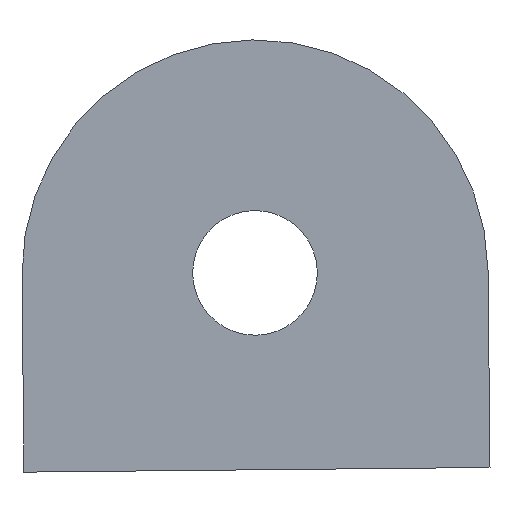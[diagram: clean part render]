
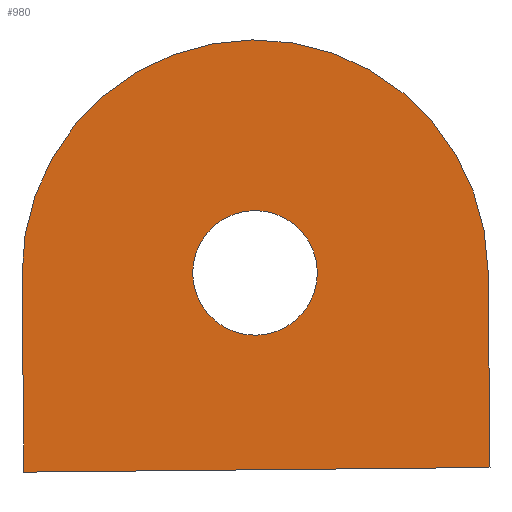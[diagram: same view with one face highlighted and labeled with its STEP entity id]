
A CAD part, front view. The second image highlights one B-rep face of the part: STEP entity #980.
In plain terms, the highlighted face is planar.
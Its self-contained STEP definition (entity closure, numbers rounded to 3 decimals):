
#100=CARTESIAN_POINT('',(-10.,-71.,904.85));
#110=VERTEX_POINT('',#100);
#280=CARTESIAN_POINT('',(-10.,71.,904.85));
#290=VERTEX_POINT('',#280);
#320=CARTESIAN_POINT('',(-10.,-71.,904.85));
#330=DIRECTION('',(0.,1.,0.));
#340=VECTOR('',#330,1.);
#350=LINE('',#320,#340);
#360=EDGE_CURVE('',#110,#290,#350,.T.);
#480=CARTESIAN_POINT('',(-10.,0.,964.85));
#490=DIRECTION('',(-1.,0.,0.));
#500=DIRECTION('',(0.,-1.,0.));
#510=AXIS2_PLACEMENT_3D('',#480,#490,#500);
#520=PLANE('',#510);
#530=CARTESIAN_POINT('',(-10.,71.,904.85));
#540=DIRECTION('',(0.,0.,1.));
#550=VECTOR('',#540,1.);
#560=LINE('',#530,#550);
#570=CARTESIAN_POINT('',(-10.,71.,964.85));
#580=VERTEX_POINT('',#570);
#590=EDGE_CURVE('',#290,#580,#560,.T.);
#600=ORIENTED_EDGE('',*,*,#590,.F.);
#610=CARTESIAN_POINT('',(-10.,0.,964.85));
#620=DIRECTION('',(-1.,-0.,0.));
#630=DIRECTION('',(0.,-1.,0.));
#640=AXIS2_PLACEMENT_3D('',#610,#620,#630);
#650=CIRCLE('',#640,71.);
#660=CARTESIAN_POINT('',(-10.,-71.,964.85));
#670=VERTEX_POINT('',#660);
#680=EDGE_CURVE('',#670,#580,#650,.T.);
#690=ORIENTED_EDGE('',*,*,#680,.T.);
#700=CARTESIAN_POINT('',(-10.,-71.,964.85));
#710=DIRECTION('',(0.,0.,-1.));
#720=VECTOR('',#710,1.);
#730=LINE('',#700,#720);
#740=EDGE_CURVE('',#670,#110,#730,.T.);
#750=ORIENTED_EDGE('',*,*,#740,.F.);
#760=ORIENTED_EDGE('',*,*,#360,.F.);
#770=EDGE_LOOP('',(#760,#750,#690,#600));
#780=FACE_OUTER_BOUND('',#770,.T.);
#790=CARTESIAN_POINT('',(-10.,0.,964.85));
#800=DIRECTION('',(1.,0.,0.));
#810=DIRECTION('',(0.,1.,0.));
#820=AXIS2_PLACEMENT_3D('',#790,#800,#810);
#830=CIRCLE('',#820,19.);
#840=CARTESIAN_POINT('',(-10.,0.,983.85));
#850=VERTEX_POINT('',#840);
#860=CARTESIAN_POINT('',(-10.,0.,945.85));
#870=VERTEX_POINT('',#860);
#880=EDGE_CURVE('',#850,#870,#830,.T.);
#890=ORIENTED_EDGE('',*,*,#880,.T.);
#900=CARTESIAN_POINT('',(-10.,19.,964.85));
#910=VERTEX_POINT('',#900);
#920=EDGE_CURVE('',#910,#850,#830,.T.);
#930=ORIENTED_EDGE('',*,*,#920,.T.);
#940=EDGE_CURVE('',#870,#910,#830,.T.);
#950=ORIENTED_EDGE('',*,*,#940,.T.);
#960=EDGE_LOOP('',(#950,#930,#890));
#970=FACE_BOUND('',#960,.T.);
#980=ADVANCED_FACE('',(#780,#970),#520,.T.);
